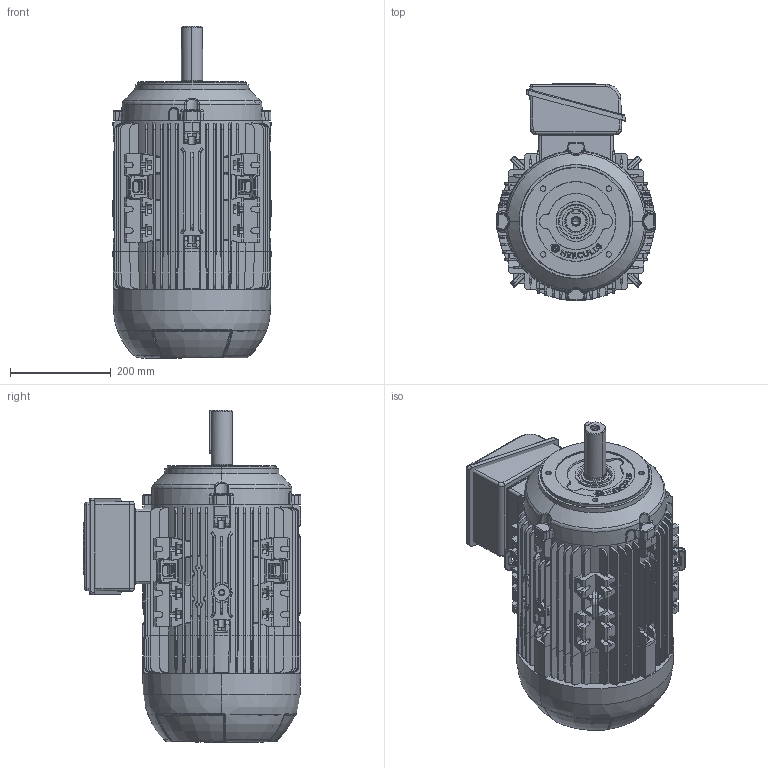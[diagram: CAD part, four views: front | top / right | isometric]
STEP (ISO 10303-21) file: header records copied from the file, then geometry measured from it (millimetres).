
FILE_DESCRIPTION (( 'STEP AP203' ), '1' );
FILE_NAME ('160L_SP_FC_TOP.STEP', '2022-07-23T11:04:44', ( '' ), ( '' ), 'SwSTEP 2.0', 'SolidWorks 2020', '' );
FILE_SCHEMA (( 'CONFIG_CONTROL_DESIGN' ));
Length unit declared in the file: millimetre
Products named in the file (9): 105006204-205_casca_50.5307.125 (L); 105006203_casca_Usinado; Eixo IEC160 2P_casca_50.5342.002; 105033082_�40; 105006202_casca_USINADO; 105035276_casca_50.5307.120; 105032 DIN6885 AB - ABNT C_10.5032.049; 105030278_casca; 160L_SP_FC_TOP
Assembly tree (8 placements, depth 2):
  160L_SP_FC_TOP
    Eixo IEC160 2P_casca_50.5342.002
    105033082_�40
    105030278_casca
    105032 DIN6885 AB - ABNT C_10.5032.049
    105035276_casca_50.5307.120
    105006204-205_casca_50.5307.125 (L)
    105006203_casca_Usinado
    105006202_casca_USINADO
Bounding box: 313.95 x 431.19 x 658 mm (x, y, z)
Volume: 39990353.8 mm3; surface area: 1694137.4 mm2
Topology: 8 solids, 11 shells, 3331 faces, 8886 edges, 5663 vertices
Faces by surface type: plane 1519, cylinder 953, bspline 454, cone 280, torus 118, sphere 7
Entity records: 124583 total; most frequent: CARTESIAN_POINT 47923, ORIENTED_EDGE 17756, DIRECTION 13465, EDGE_CURVE 8878, VERTEX_POINT 5663, LINE 4693, VECTOR 4693, AXIS2_PLACEMENT_3D 4386
